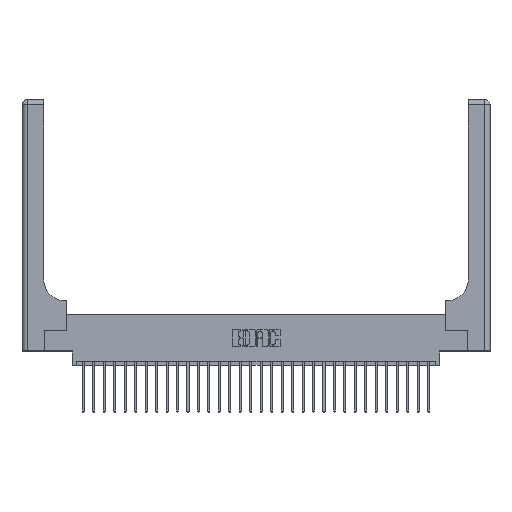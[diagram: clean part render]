
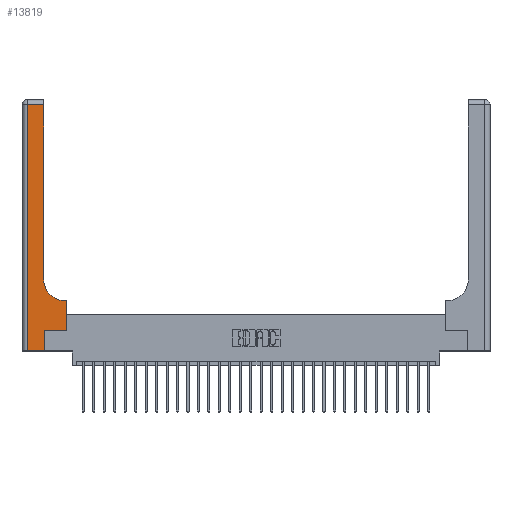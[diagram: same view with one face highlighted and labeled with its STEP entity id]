
A CAD part, top view. The second image highlights one B-rep face of the part: STEP entity #13819.
In plain terms, the highlighted planar face has unit normal (0, 0, 1).
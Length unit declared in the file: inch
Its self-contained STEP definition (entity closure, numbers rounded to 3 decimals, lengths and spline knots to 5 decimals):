
#150 = EDGE_CURVE ( 'NONE', #25532, #13323, #23530, .T. ) ;
#361 = ORIENTED_EDGE ( 'NONE', *, *, #14233, .T. ) ;
#1753 = VERTEX_POINT ( 'NONE', #25574 ) ;
#1898 = CARTESIAN_POINT ( 'NONE',  ( 0.06, 3., 0.37 ) ) ;
#2262 = CARTESIAN_POINT ( 'NONE',  ( 0.26, 3., 0.37 ) ) ;
#2613 = ORIENTED_EDGE ( 'NONE', *, *, #150, .T. ) ;
#3335 = PLANE ( 'NONE',  #14538 ) ;
#3513 = EDGE_CURVE ( 'NONE', #28702, #23031, #7173, .T. ) ;
#4701 = VECTOR ( 'NONE', #14598, 39.37008 ) ;
#4785 = EDGE_CURVE ( 'NONE', #23031, #1753, #17756, .T. ) ;
#4933 = CARTESIAN_POINT ( 'NONE',  ( 0., 0., 0.37 ) ) ;
#5026 = CIRCLE ( 'NONE', #6426, 0.25 ) ;
#5156 = CARTESIAN_POINT ( 'NONE',  ( 0.51, 0.85, 0.37 ) ) ;
#6426 = AXIS2_PLACEMENT_3D ( 'NONE', #5156, #7791, #16158 ) ;
#6552 = CARTESIAN_POINT ( 'NONE',  ( 0.265, 0.25, 0.37 ) ) ;
#6561 = CARTESIAN_POINT ( 'NONE',  ( 0.06, 2.94, 0.37 ) ) ;
#6672 = VERTEX_POINT ( 'NONE', #10820 ) ;
#6958 = DIRECTION ( 'NONE',  ( 0., 1., 0. ) ) ;
#7173 = LINE ( 'NONE', #9238, #12034 ) ;
#7601 = FACE_OUTER_BOUND ( 'NONE', #15649, .T. ) ;
#7789 = ORIENTED_EDGE ( 'NONE', *, *, #20396, .T. ) ;
#7791 = DIRECTION ( 'NONE',  ( 0., 0., -1. ) ) ;
#7881 = DIRECTION ( 'NONE',  ( -1., 0., 0. ) ) ;
#8075 = DIRECTION ( 'NONE',  ( 0., 1., 0. ) ) ;
#9238 = CARTESIAN_POINT ( 'NONE',  ( 0., 2.94, 0.37 ) ) ;
#9595 = CARTESIAN_POINT ( 'NONE',  ( 0.26, 0.6, 0.37 ) ) ;
#10231 = DIRECTION ( 'NONE',  ( 0., 0., -1. ) ) ;
#10429 = CARTESIAN_POINT ( 'NONE',  ( 0.528, 0.25, 0.37 ) ) ;
#10820 = CARTESIAN_POINT ( 'NONE',  ( 0.265, 0.25, 0.37 ) ) ;
#11004 = ORIENTED_EDGE ( 'NONE', *, *, #14004, .T. ) ;
#11042 = ORIENTED_EDGE ( 'NONE', *, *, #24315, .T. ) ;
#11287 = ORIENTED_EDGE ( 'NONE', *, *, #3513, .T. ) ;
#11382 = DIRECTION ( 'NONE',  ( 1., 0., 0. ) ) ;
#11642 = VECTOR ( 'NONE', #13064, 39.37008 ) ;
#11970 = LINE ( 'NONE', #20964, #4701 ) ;
#12034 = VECTOR ( 'NONE', #27163, 39.37008 ) ;
#12758 = CARTESIAN_POINT ( 'NONE',  ( 0.528, 0.6, 0.37 ) ) ;
#13064 = DIRECTION ( 'NONE',  ( 0., -1., 0. ) ) ;
#13132 = VECTOR ( 'NONE', #11382, 39.37008 ) ;
#13323 = VERTEX_POINT ( 'NONE', #12758 ) ;
#13819 = ADVANCED_FACE ( 'NONE', ( #7601 ), #3335, .F. ) ;
#14004 = EDGE_CURVE ( 'NONE', #1753, #16624, #17405, .T. ) ;
#14233 = EDGE_CURVE ( 'NONE', #16624, #6672, #11970, .T. ) ;
#14246 = VECTOR ( 'NONE', #27124, 39.37008 ) ;
#14538 = AXIS2_PLACEMENT_3D ( 'NONE', #19062, #10231, #7881 ) ;
#14598 = DIRECTION ( 'NONE',  ( 0., 1., 0. ) ) ;
#15649 = EDGE_LOOP ( 'NONE', ( #7789, #11287, #18173, #11004, #361, #27473, #2613, #20784, #11042 ) ) ;
#15716 = VECTOR ( 'NONE', #6958, 39.37008 ) ;
#16158 = DIRECTION ( 'NONE',  ( 1., 0., 0. ) ) ;
#16624 = VERTEX_POINT ( 'NONE', #25393 ) ;
#16852 = CARTESIAN_POINT ( 'NONE',  ( 0.26, 2.94, 0.37 ) ) ;
#17405 = LINE ( 'NONE', #4933, #13132 ) ;
#17756 = LINE ( 'NONE', #1898, #11642 ) ;
#18125 = VECTOR ( 'NONE', #8075, 39.37008 ) ;
#18173 = ORIENTED_EDGE ( 'NONE', *, *, #4785, .T. ) ;
#18326 = EDGE_CURVE ( 'NONE', #6672, #25532, #22284, .T. ) ;
#18667 = CARTESIAN_POINT ( 'NONE',  ( 0.26, 0.85, 0.37 ) ) ;
#19062 = CARTESIAN_POINT ( 'NONE',  ( 0., 3., 0.37 ) ) ;
#20330 = LINE ( 'NONE', #2262, #15716 ) ;
#20396 = EDGE_CURVE ( 'NONE', #21078, #28702, #20330, .T. ) ;
#20578 = EDGE_CURVE ( 'NONE', #13323, #21111, #22978, .T. ) ;
#20784 = ORIENTED_EDGE ( 'NONE', *, *, #20578, .T. ) ;
#20964 = CARTESIAN_POINT ( 'NONE',  ( 0.265, 0., 0.37 ) ) ;
#21078 = VERTEX_POINT ( 'NONE', #18667 ) ;
#21111 = VERTEX_POINT ( 'NONE', #26010 ) ;
#22284 = LINE ( 'NONE', #6552, #14246 ) ;
#22804 = VECTOR ( 'NONE', #25324, 39.37008 ) ;
#22978 = LINE ( 'NONE', #9595, #22804 ) ;
#23031 = VERTEX_POINT ( 'NONE', #6561 ) ;
#23530 = LINE ( 'NONE', #10429, #18125 ) ;
#24171 = CARTESIAN_POINT ( 'NONE',  ( 0.528, 0.25, 0.37 ) ) ;
#24315 = EDGE_CURVE ( 'NONE', #21111, #21078, #5026, .T. ) ;
#25324 = DIRECTION ( 'NONE',  ( -1., 0., 0. ) ) ;
#25393 = CARTESIAN_POINT ( 'NONE',  ( 0.265, 0., 0.37 ) ) ;
#25532 = VERTEX_POINT ( 'NONE', #24171 ) ;
#25574 = CARTESIAN_POINT ( 'NONE',  ( 0.06, 0., 0.37 ) ) ;
#26010 = CARTESIAN_POINT ( 'NONE',  ( 0.51, 0.6, 0.37 ) ) ;
#27124 = DIRECTION ( 'NONE',  ( 1., 0., 0. ) ) ;
#27163 = DIRECTION ( 'NONE',  ( -1., 0., 0. ) ) ;
#27473 = ORIENTED_EDGE ( 'NONE', *, *, #18326, .T. ) ;
#28702 = VERTEX_POINT ( 'NONE', #16852 ) ;
